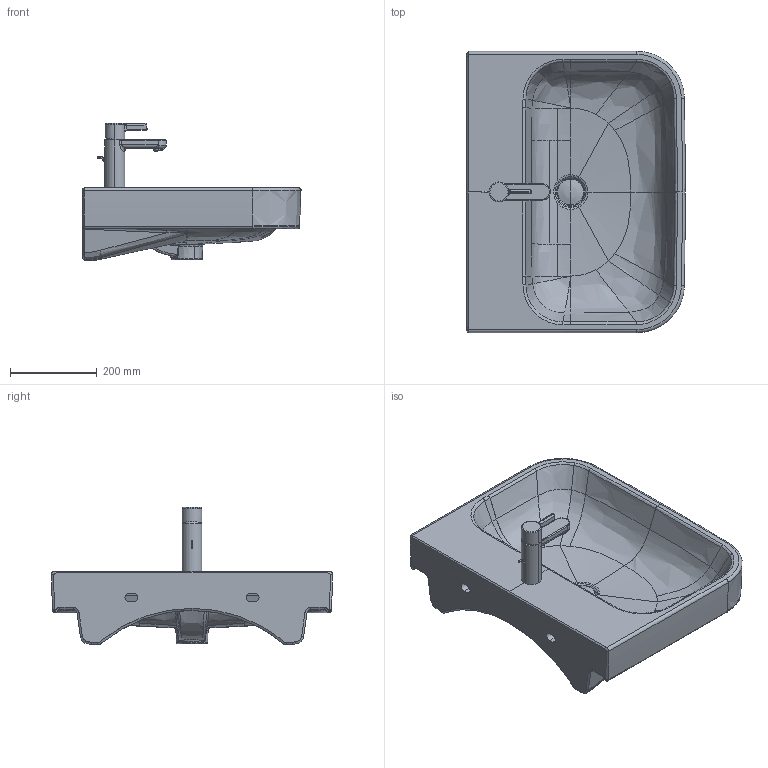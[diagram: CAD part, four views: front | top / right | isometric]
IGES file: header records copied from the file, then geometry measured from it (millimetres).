
Global section: file name: No Iges File Name specified; native system: Autodesk Inventor 2011; preprocessor: AutoDesk Inventor Iges Exporter R2011; author: Administrator; date: 20131218.111611; units: millimetre
Bounding box: 504.67 x 649.8 x 317.79 mm (x, y, z)
Volume: 14031006.7 mm3; surface area: 1182250.8 mm2
Topology: 7 solids, 7 shells, 584 faces, 1430 edges, 851 vertices
Faces by surface type: bspline 314, plane 100, revolution 70, cylinder 56, torus 29, cone 13, sphere 2
